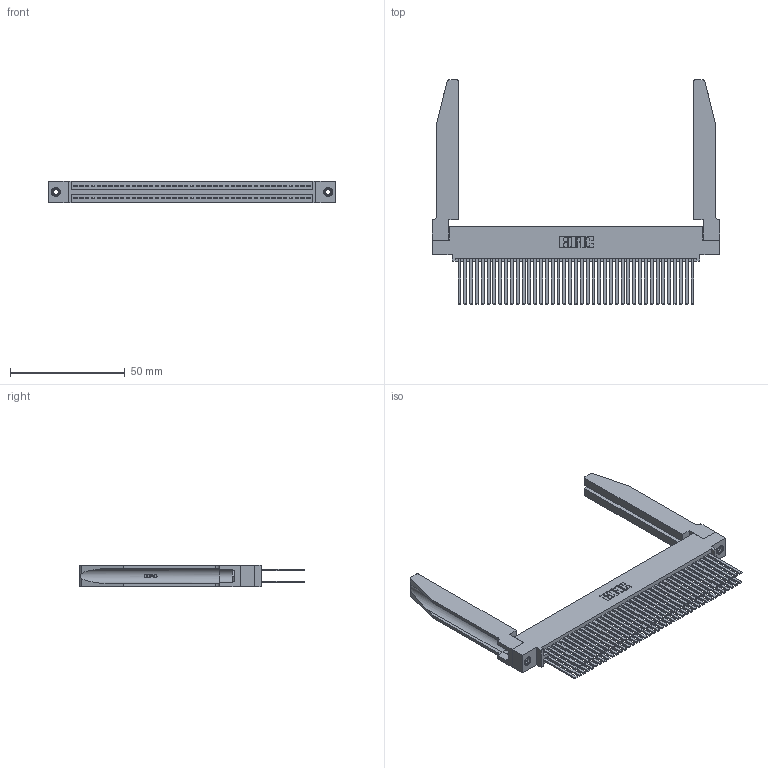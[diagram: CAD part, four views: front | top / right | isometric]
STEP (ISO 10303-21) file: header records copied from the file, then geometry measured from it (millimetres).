
FILE_DESCRIPTION (( 'STEP AP203' ), '1' );
FILE_NAME ('395-082-544-578.STEP', '2019-10-25T07:01:53', ( '' ), ( '' ), 'SwSTEP 2.0', 'SolidWorks 2016', '' );
FILE_SCHEMA (( 'CONFIG_CONTROL_DESIGN' ));
Length unit declared in the file: inch
Products named in the file (5): 345-292-001_345-293-144; 345-250-001_345-250-001-102; 345-220-078_345-220-078; 395-082-544-578; 345 Part_0.110 Offset - 0.156 Dia-TH
Assembly tree (87 placements, depth 2):
  395-082-544-578
    345 Part_0.110 Offset - 0.156 Dia-TH
    345-292-001_345-293-144  x82
    345-250-001_345-250-001-102  x2
    345-220-078_345-220-078  x2
Bounding box: 125.37 x 97.71 x 9.4 mm (x, y, z)
Volume: 21016.3 mm3; surface area: 29860.5 mm2
Topology: 87 solids, 87 shells, 3972 faces, 11703 edges, 7682 vertices
Faces by surface type: plane 2604, cylinder 1316, bspline 36, cone 12, torus 4
Entity records: 36992 total; most frequent: CARTESIAN_POINT 7119, ORIENTED_EDGE 5950, DIRECTION 5269, EDGE_CURVE 2975, VECTOR 2589, LINE 2589, VERTEX_POINT 1976, AXIS2_PLACEMENT_3D 1340
